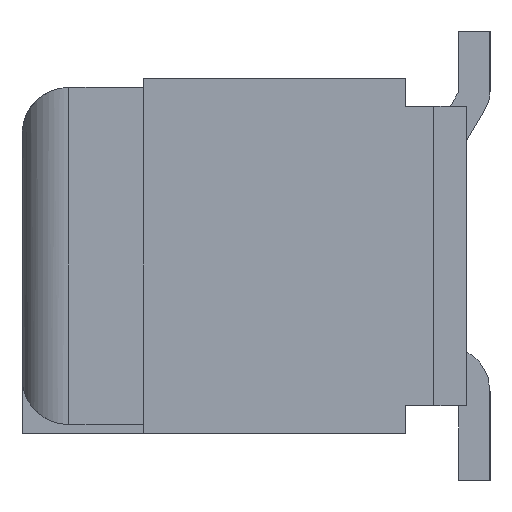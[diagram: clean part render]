
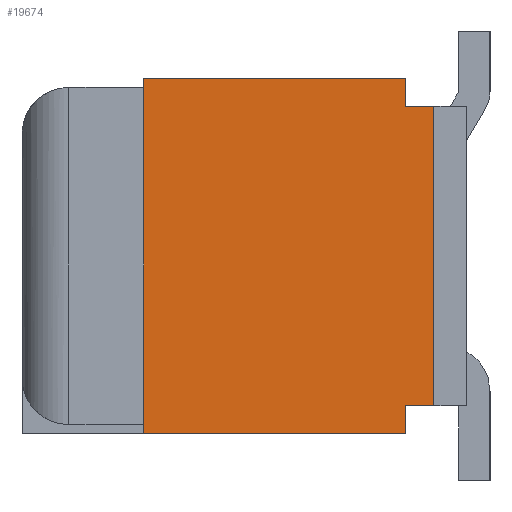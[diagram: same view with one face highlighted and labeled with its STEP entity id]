
A CAD part, left-side view. The second image highlights one B-rep face of the part: STEP entity #19674.
In plain terms, the highlighted planar face has unit normal (-1, 0, 0).
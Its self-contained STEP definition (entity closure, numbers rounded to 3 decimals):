
#7152=EDGE_CURVE('',#9914,#19476,#21377,.T.);
#8090=VERTEX_POINT('',#22404);
#8802=EDGE_CURVE('',#20578,#15786,#23183,.T.);
#9156=EDGE_CURVE('',#8090,#13298,#23567,.T.);
#9462=VERTEX_POINT('',#23892);
#9914=VERTEX_POINT('',#24389);
#11320=EDGE_CURVE('',#13298,#9914,#25921,.T.);
#12158=EDGE_CURVE('',#19950,#9462,#26833,.T.);
#12576=EDGE_CURVE('',#19250,#19950,#27282,.T.);
#13298=VERTEX_POINT('',#28057);
#14244=EDGE_CURVE('',#19226,#9462,#29077,.T.);
#14902=EDGE_CURVE('',#19476,#15786,#29786,.T.);
#15786=VERTEX_POINT('',#30751);
#18074=EDGE_CURVE('',#20578,#19250,#33238,.T.);
#19226=VERTEX_POINT('',#34491);
#19250=VERTEX_POINT('',#34518);
#19476=VERTEX_POINT('',#34768);
#19674=ADVANCED_FACE('',(#34975),#34976,.F.);
#19950=VERTEX_POINT('',#35272);
#19966=EDGE_CURVE('',#19226,#8090,#35288,.T.);
#20578=VERTEX_POINT('',#35978);
#21377=LINE('',#36841,#36842);
#22404=CARTESIAN_POINT('',(-17.0,0.9,-1.6));
#23183=LINE('',#39476,#39477);
#23567=LINE('',#40020,#40021);
#23892=CARTESIAN_POINT('',(-17.0,3.7,-1.9));
#24389=CARTESIAN_POINT('',(-17.0,0.6,1.6));
#25921=LINE('',#43461,#43462);
#26833=LINE('',#44781,#44782);
#27282=LINE('',#45441,#45442);
#28057=CARTESIAN_POINT('',(-17.0,0.6,-1.6));
#29077=LINE('',#48068,#48069);
#29786=LINE('',#49109,#49110);
#30751=CARTESIAN_POINT('',(-17.0,0.9,1.9));
#33238=LINE('',#54156,#54157);
#34491=CARTESIAN_POINT('',(-17.0,0.9,-1.9));
#34518=CARTESIAN_POINT('',(-17.0,3.7,1.8));
#34768=CARTESIAN_POINT('',(-17.0,0.9,1.6));
#34975=FACE_OUTER_BOUND('',#56686,.T.);
#34976=PLANE('',#56687);
#35272=CARTESIAN_POINT('',(-17.0,3.7,-1.8));
#35288=LINE('',#57141,#57142);
#35978=CARTESIAN_POINT('',(-17.0,3.7,1.9));
#36841=CARTESIAN_POINT('',(-17.0,1.213,1.6));
#36842=VECTOR('',#59383,1.0);
#39476=CARTESIAN_POINT('',(-17.0,1.975,1.9));
#39477=VECTOR('',#61332,1.0);
#40020=CARTESIAN_POINT('',(-17.0,1.213,-1.6));
#40021=VECTOR('',#61826,1.0);
#43461=CARTESIAN_POINT('',(-17.0,0.6,0.0));
#43462=VECTOR('',#64302,1.0);
#44781=CARTESIAN_POINT('',(-17.0,3.7,0.0));
#44782=VECTOR('',#65146,1.0);
#45441=CARTESIAN_POINT('',(-17.0,3.7,0.0));
#45442=VECTOR('',#65539,1.0);
#48068=CARTESIAN_POINT('',(-17.0,1.975,-1.9));
#48069=VECTOR('',#67149,1.0);
#49109=CARTESIAN_POINT('',(-17.0,0.9,0.875));
#49110=VECTOR('',#67828,1.0);
#54156=CARTESIAN_POINT('',(-17.0,3.7,0.0));
#54157=VECTOR('',#71267,1.0);
#56686=EDGE_LOOP('',(#72944,#72945,#72946,#72947,#72948,#72949,#72950,#72951,#72952,#72953));
#56687=AXIS2_PLACEMENT_3D('',#72954,#72955,#72956);
#57141=CARTESIAN_POINT('',(-17.0,0.9,-0.875));
#57142=VECTOR('',#73226,1.0);
#59383=DIRECTION('',(0.0,1.0,0.0));
#61332=DIRECTION('',(0.0,-1.0,0.0));
#61826=DIRECTION('',(0.0,-1.0,0.0));
#64302=DIRECTION('',(-0.0,0.0,1.0));
#65146=DIRECTION('',(0.0,0.0,-1.0));
#65539=DIRECTION('',(0.0,0.0,-1.0));
#67149=DIRECTION('',(0.0,1.0,0.0));
#67828=DIRECTION('',(-0.0,0.0,1.0));
#71267=DIRECTION('',(0.0,0.0,-1.0));
#72944=ORIENTED_EDGE('',*,*,#9156,.T.);
#72945=ORIENTED_EDGE('',*,*,#11320,.T.);
#72946=ORIENTED_EDGE('',*,*,#7152,.T.);
#72947=ORIENTED_EDGE('',*,*,#14902,.T.);
#72948=ORIENTED_EDGE('',*,*,#8802,.F.);
#72949=ORIENTED_EDGE('',*,*,#18074,.T.);
#72950=ORIENTED_EDGE('',*,*,#12576,.T.);
#72951=ORIENTED_EDGE('',*,*,#12158,.T.);
#72952=ORIENTED_EDGE('',*,*,#14244,.F.);
#72953=ORIENTED_EDGE('',*,*,#19966,.T.);
#72954=CARTESIAN_POINT('',(-17.0,1.975,0.0));
#72955=DIRECTION('',(1.0,0.0,0.0));
#72956=DIRECTION('',(0.0,0.0,-1.0));
#73226=DIRECTION('',(-0.0,0.0,1.0));
